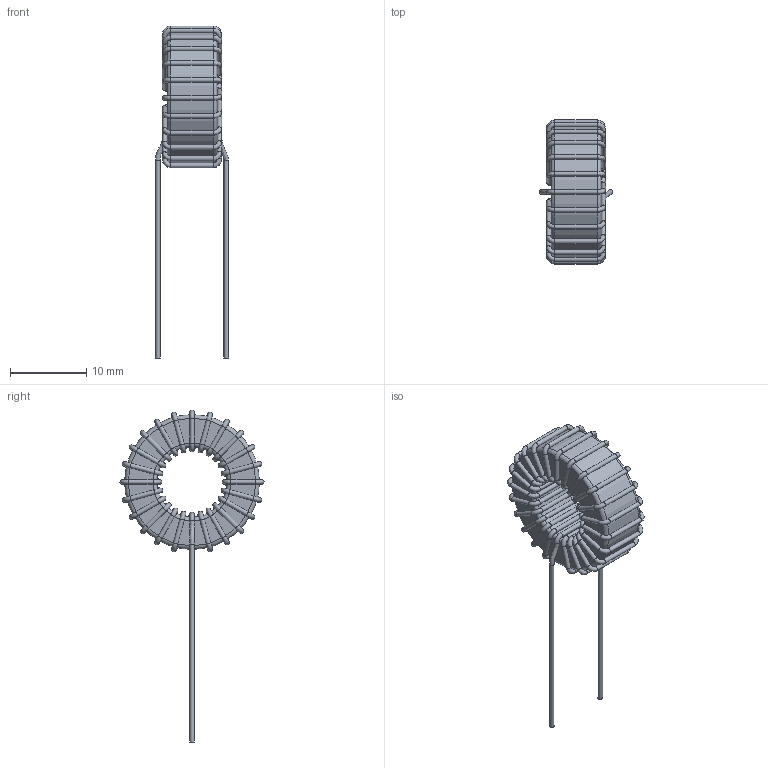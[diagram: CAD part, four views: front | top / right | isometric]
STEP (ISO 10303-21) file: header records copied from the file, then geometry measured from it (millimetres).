
FILE_DESCRIPTION(('STEP AP214'),'1');
FILE_NAME('L_Wurth_WE-FI_7447060.step','2025-04-03T06:27:26',(' '),('ANSOFT Corporation'),'Spatial InterOp 3D',' ',' ');
FILE_SCHEMA(('AUTOMOTIVE_DESIGN { 1 0 10303 214 1 1 1 1 }'));
Length unit declared in the file: millimetre
Products named in the file (1): core
Bounding box: 9.6 x 18.92 x 43.61 mm (x, y, z)
Volume: 1335.2 mm3; surface area: 1997.1 mm2
Topology: 2 solids, 2 shells, 201 faces, 400 edges, 203 vertices
Faces by surface type: cylinder 97, torus 51, bspline 49, plane 4
Full cylindrical faces by diameter (mm): 0.6 x95, 9.2 x1, 17.7 x1
Entity records: 14937 total; most frequent: CARTESIAN_POINT 10074, DIRECTION 708, EDGE_LOOP 400, ORIENTED_EDGE 400, FACE_OUTER_BOUND 398, AXIS2_PLACEMENT_3D 354, STYLED_ITEM 203, PRESENTATION_STYLE_ASSIGNMENT 203
